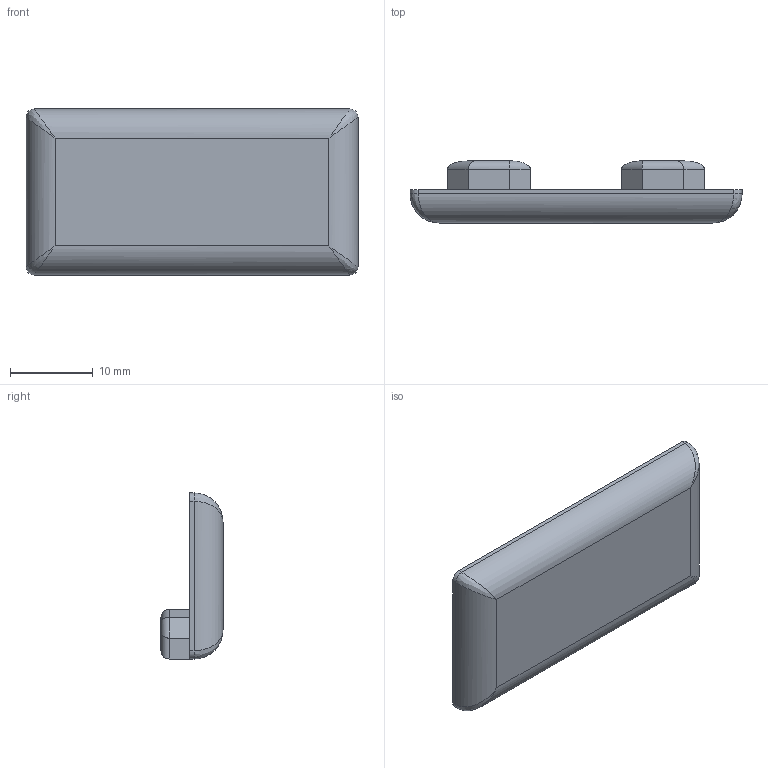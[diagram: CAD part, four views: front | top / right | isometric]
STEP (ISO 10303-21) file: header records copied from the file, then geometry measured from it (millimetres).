
FILE_DESCRIPTION(/* description */ (''),/* implementation_level */ '2;1');
FILE_NAME(/* name */ 'Endkappe 20x40 2 Pin.step',/* time_stamp */ '2022-09-22T16:43:19+02:00',/* author */ (''),/* organization */ (''),/* preprocessor_version */ 'ST-DEVELOPER v19',/* originating_system */ 'Autodesk Translation Framework v11.7.0.108',/* authorisation */ '');
FILE_SCHEMA (('AUTOMOTIVE_DESIGN { 1 0 10303 214 3 1 1 }'));
Length unit declared in the file: millimetre
Products named in the file (1): Endcap 2040 ohne zwei
Bounding box: 40.2 x 7.52 x 20.1 mm (x, y, z)
Volume: 3210.2 mm3; surface area: 2084.3 mm2
Topology: 1 solids, 1 shells, 56 faces, 138 edges, 80 vertices
Faces by surface type: cylinder 26, plane 26, bspline 4
Entity records: 1736 total; most frequent: CARTESIAN_POINT 387, DIRECTION 278, ORIENTED_EDGE 268, EDGE_CURVE 134, LINE 96, VECTOR 96, AXIS2_PLACEMENT_3D 91, VERTEX_POINT 80
